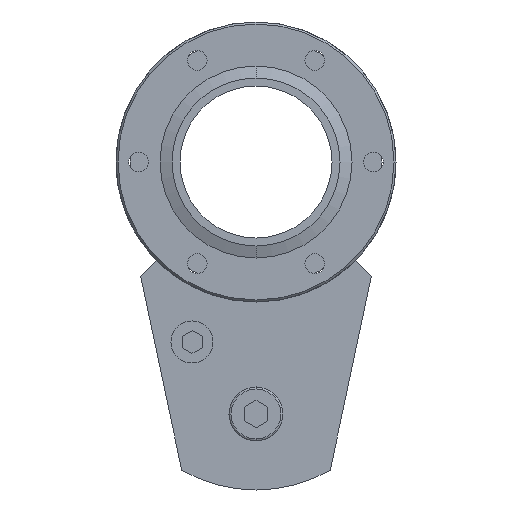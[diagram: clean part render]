
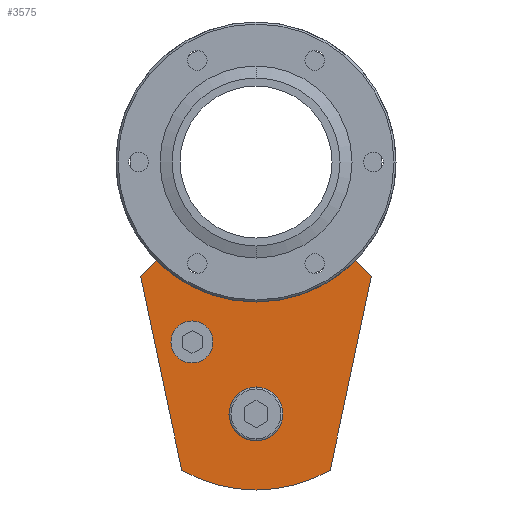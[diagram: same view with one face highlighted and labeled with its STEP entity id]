
A CAD part, front view. The second image highlights one B-rep face of the part: STEP entity #3575.
In plain terms, the highlighted planar face has unit normal (0, -1, 0).
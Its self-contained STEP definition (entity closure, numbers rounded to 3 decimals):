
#216=CARTESIAN_POINT('',(0.,0.7,0.));
#217=DIRECTION('',(0.,-1.,0.));
#218=DIRECTION('',(-0.708,0.,-0.706));
#219=AXIS2_PLACEMENT_3D('',#216,#217,#218);
#221=CARTESIAN_POINT('',(0.,0.7,0.));
#222=DIRECTION('',(0.,-1.,0.));
#223=DIRECTION('',(0.,0.,-1.));
#224=AXIS2_PLACEMENT_3D('',#221,#222,#223);
#226=DIRECTION('',(0.707,0.,-0.707));
#227=VECTOR('',#226,5.7);
#228=CARTESIAN_POINT('',(24.797,0.7,-24.7));
#229=LINE('',#228,#227);
#230=DIRECTION('',(-0.208,0.,-0.978));
#231=VECTOR('',#230,49.352);
#232=CARTESIAN_POINT('',(28.828,0.7,-28.731));
#233=LINE('',#232,#231);
#234=CARTESIAN_POINT('',(0.,0.7,-45.));
#235=DIRECTION('',(0.,1.,0.));
#236=DIRECTION('',(0.502,0.,-0.865));
#237=AXIS2_PLACEMENT_3D('',#234,#235,#236);
#239=CARTESIAN_POINT('',(0.,0.7,-45.));
#240=DIRECTION('',(0.,1.,0.));
#241=DIRECTION('',(0.,0.,-1.));
#242=AXIS2_PLACEMENT_3D('',#239,#240,#241);
#244=DIRECTION('',(-0.208,0.,0.978));
#245=VECTOR('',#244,49.352);
#246=CARTESIAN_POINT('',(-18.567,0.7,-77.004));
#247=LINE('',#246,#245);
#248=DIRECTION('',(0.707,0.,0.707));
#249=VECTOR('',#248,5.7);
#250=CARTESIAN_POINT('',(-28.828,0.7,-28.731));
#251=LINE('',#250,#249);
#252=CARTESIAN_POINT('',(0.,0.7,-63.));
#253=DIRECTION('',(0.,-1.,0.));
#254=DIRECTION('',(0.,0.,1.));
#255=AXIS2_PLACEMENT_3D('',#252,#253,#254);
#257=CARTESIAN_POINT('',(0.,0.7,-63.));
#258=DIRECTION('',(0.,-1.,0.));
#259=DIRECTION('',(0.,0.,-1.));
#260=AXIS2_PLACEMENT_3D('',#257,#258,#259);
#262=CARTESIAN_POINT('',(-16.,0.7,-45.));
#263=DIRECTION('',(0.,1.,0.));
#264=DIRECTION('',(0.,0.,1.));
#265=AXIS2_PLACEMENT_3D('',#262,#263,#264);
#267=CARTESIAN_POINT('',(-16.,0.7,-45.));
#268=DIRECTION('',(0.,1.,0.));
#269=DIRECTION('',(0.,0.,-1.));
#270=AXIS2_PLACEMENT_3D('',#267,#268,#269);
#2874=CARTESIAN_POINT('',(0.,0.7,-35.));
#2876=VERTEX_POINT('',#2874);
#2877=CARTESIAN_POINT('',(24.797,0.7,-24.7));
#2878=VERTEX_POINT('',#2877);
#2989=CARTESIAN_POINT('',(0.,0.7,-56.25));
#2991=VERTEX_POINT('',#2989);
#2995=CARTESIAN_POINT('',(0.,0.7,-69.75));
#2996=VERTEX_POINT('',#2995);
#3002=CARTESIAN_POINT('',(-16.,0.7,-50.25));
#3004=VERTEX_POINT('',#3002);
#3005=CARTESIAN_POINT('',(-16.,0.7,-39.75));
#3006=VERTEX_POINT('',#3005);
#3190=CARTESIAN_POINT('',(-28.828,0.7,-28.731));
#3191=CARTESIAN_POINT('',(-24.797,0.7,-24.7));
#3192=VERTEX_POINT('',#3190);
#3193=VERTEX_POINT('',#3191);
#3194=CARTESIAN_POINT('',(-18.567,0.7,-77.004));
#3195=VERTEX_POINT('',#3194);
#3196=CARTESIAN_POINT('',(18.567,0.7,-77.004));
#3197=CARTESIAN_POINT('',(0.,0.7,-82.));
#3198=VERTEX_POINT('',#3196);
#3199=VERTEX_POINT('',#3197);
#3200=CARTESIAN_POINT('',(28.828,0.7,-28.731));
#3201=VERTEX_POINT('',#3200);
#3546=CARTESIAN_POINT('',(0.,0.7,0.));
#3547=DIRECTION('',(0.,-1.,0.));
#3548=DIRECTION('',(0.,0.,-1.));
#3549=AXIS2_PLACEMENT_3D('',#3546,#3547,#3548);
#3550=PLANE('',#3549);
#3552=ORIENTED_EDGE('',*,*,#3551,.T.);
#3554=ORIENTED_EDGE('',*,*,#3553,.T.);
#3555=ORIENTED_EDGE('',*,*,#3503,.T.);
#3556=ORIENTED_EDGE('',*,*,#3523,.T.);
#3557=ORIENTED_EDGE('',*,*,#3538,.T.);
#3558=ORIENTED_EDGE('',*,*,#3536,.T.);
#3559=ORIENTED_EDGE('',*,*,#3451,.T.);
#3560=ORIENTED_EDGE('',*,*,#3472,.T.);
#3561=EDGE_LOOP('',(#3552,#3554,#3555,#3556,#3557,#3558,#3559,#3560));
#3562=FACE_OUTER_BOUND('',#3561,.F.);
#3564=ORIENTED_EDGE('',*,*,#3563,.T.);
#3566=ORIENTED_EDGE('',*,*,#3565,.T.);
#3567=EDGE_LOOP('',(#3564,#3566));
#3568=FACE_BOUND('',#3567,.F.);
#3570=ORIENTED_EDGE('',*,*,#3569,.F.);
#3572=ORIENTED_EDGE('',*,*,#3571,.F.);
#3573=EDGE_LOOP('',(#3570,#3572));
#3574=FACE_BOUND('',#3573,.F.);
#3575=ADVANCED_FACE('',(#3562,#3568,#3574),#3550,.T.);
#220=CIRCLE('',#219,35.);
#225=CIRCLE('',#224,35.);
#238=CIRCLE('',#237,37.);
#243=CIRCLE('',#242,37.);
#256=CIRCLE('',#255,6.75);
#261=CIRCLE('',#260,6.75);
#266=CIRCLE('',#265,5.25);
#271=CIRCLE('',#270,5.25);
#3451=EDGE_CURVE('',#3195,#3192,#247,.T.);
#3472=EDGE_CURVE('',#3192,#3193,#251,.T.);
#3503=EDGE_CURVE('',#2878,#3201,#229,.T.);
#3523=EDGE_CURVE('',#3201,#3198,#233,.T.);
#3536=EDGE_CURVE('',#3199,#3195,#243,.T.);
#3538=EDGE_CURVE('',#3198,#3199,#238,.T.);
#3551=EDGE_CURVE('',#3193,#2876,#220,.T.);
#3553=EDGE_CURVE('',#2876,#2878,#225,.T.);
#3563=EDGE_CURVE('',#2991,#2996,#256,.T.);
#3565=EDGE_CURVE('',#2996,#2991,#261,.T.);
#3569=EDGE_CURVE('',#3006,#3004,#266,.T.);
#3571=EDGE_CURVE('',#3004,#3006,#271,.T.);
